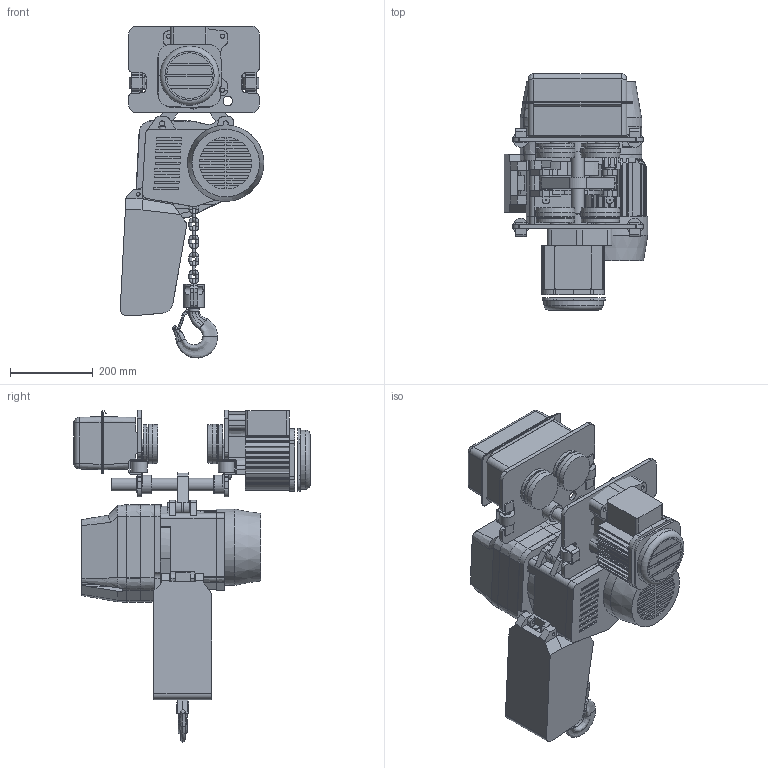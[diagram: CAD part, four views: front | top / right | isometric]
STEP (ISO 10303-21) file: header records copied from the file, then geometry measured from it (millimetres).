
FILE_DESCRIPTION(('STEP AP214'),'1');
FILE_NAME('KITO EQ Kättingtelfer m. elåkvagn 1000-1.stp','2013-10-02T14:34:13',(' '),(' '),'Spatial InterOp 3D',' ',' ');
FILE_SCHEMA(('automotive_design'));
Length unit declared in the file: millimetre
Products named in the file (29): Assembly2; Part3; Part2; Part1; Assembly1; Part5; Part4; KITO EQ Kattingtelfer m. elakvagn 1000-1; Part6; Assembly3
Assembly tree (35 placements, depth 6):
  KITO EQ Kattingtelfer m. elakvagn 1000-1
    Assembly2
      Assembly2
        Part3
        Part2
        Part1
      Assembly1
        Part5
        Part4
        Part3
        Part2
        Part1
    Assembly1
      Part6
      Part5
      Part4
      Part3
      Part2
      Part1
      Assembly1
        Assembly3  x2
          Part4
        Assembly1
          Part4
          Part3
          Part2  x2
          Assembly1
            Part2
            Part1
Bounding box: 346.7 x 570.5 x 801.41 mm (x, y, z)
Volume: 34792948 mm3; surface area: 2252841.1 mm2
Topology: 32 solids, 32 shells, 1498 faces, 4028 edges, 2623 vertices
Faces by surface type: plane 801, cylinder 377, bspline 204, cone 87, torus 27, sphere 2
Full cylindrical faces by diameter (mm): 3 x2, 4 x3, 6 x3, 7.1 x26, 8.2 x6, 8.376 x1, 8.5 x2, 10 x13, 12.2 x6, 14 x1, 17.3 x8, 19.8 x2, 23 x2, 25 x5, 31 x2, 32 x3, 38 x4, 45 x2, 80.5 x4, 92.2 x4, 95 x4, 135 x1, 184 x1
Entity records: 66614 total; most frequent: CARTESIAN_POINT 20124, ORIENTED_EDGE 7386, DIRECTION 6693, EDGE_CURVE 3693, VERTEX_POINT 2484, LINE 2251, VECTOR 2251, AXIS2_PLACEMENT_3D 2221
